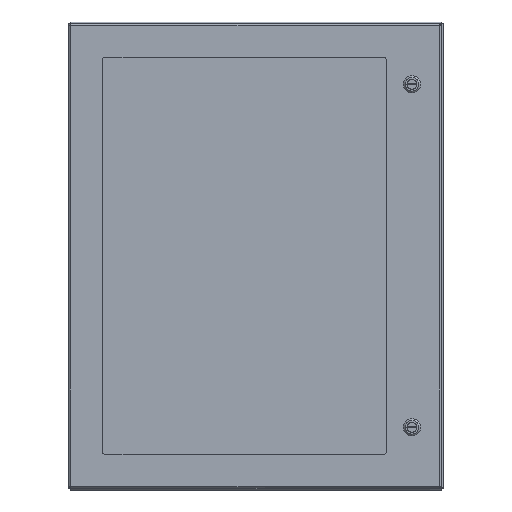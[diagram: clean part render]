
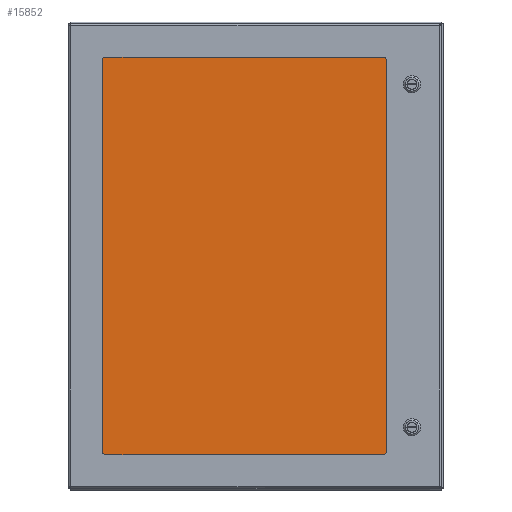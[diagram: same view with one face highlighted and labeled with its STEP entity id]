
A CAD part, top view. The second image highlights one B-rep face of the part: STEP entity #15852.
In plain terms, the highlighted planar face has unit normal (0, 0, 1).
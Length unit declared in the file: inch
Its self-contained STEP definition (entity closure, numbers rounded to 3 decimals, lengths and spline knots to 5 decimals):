
#978=PLANE('',#17104);
#2086=LINE('',#31926,#3238);
#2090=LINE('',#31934,#3242);
#2093=LINE('',#31940,#3245);
#2096=LINE('',#31945,#3248);
#3238=VECTOR('',#20151,26.5);
#3242=VECTOR('',#20157,19.25);
#3245=VECTOR('',#20162,26.5);
#3248=VECTOR('',#20167,19.25);
#4635=FACE_OUTER_BOUND('',#5815,.T.);
#5815=EDGE_LOOP('',(#12756,#12757,#12758,#12759));
#7626=VERTEX_POINT('',#31924);
#7627=VERTEX_POINT('',#31925);
#7630=VERTEX_POINT('',#31933);
#7632=VERTEX_POINT('',#31939);
#9426=EDGE_CURVE('',#7626,#7627,#2086,.T.);
#9430=EDGE_CURVE('',#7627,#7630,#2090,.T.);
#9433=EDGE_CURVE('',#7630,#7632,#2093,.T.);
#9436=EDGE_CURVE('',#7632,#7626,#2096,.T.);
#12756=ORIENTED_EDGE('',*,*,#9426,.F.);
#12757=ORIENTED_EDGE('',*,*,#9436,.F.);
#12758=ORIENTED_EDGE('',*,*,#9433,.F.);
#12759=ORIENTED_EDGE('',*,*,#9430,.F.);
#15852=ADVANCED_FACE('',(#4635),#978,.T.);
#17104=AXIS2_PLACEMENT_3D('',#31948,#20171,#20172);
#20151=DIRECTION('',(0.,1.,0.));
#20157=DIRECTION('',(1.,0.,0.));
#20162=DIRECTION('',(0.,-1.,0.));
#20167=DIRECTION('',(-1.,0.,0.));
#20171=DIRECTION('center_axis',(0.,0.,1.));
#20172=DIRECTION('ref_axis',(1.,0.,0.));
#31924=CARTESIAN_POINT('',(0.,0.,0.25));
#31925=CARTESIAN_POINT('',(0.,26.5,0.25));
#31926=CARTESIAN_POINT('',(0.,26.5,0.25));
#31933=CARTESIAN_POINT('',(19.25,26.5,0.25));
#31934=CARTESIAN_POINT('',(19.25,26.5,0.25));
#31939=CARTESIAN_POINT('',(19.25,0.,0.25));
#31940=CARTESIAN_POINT('',(19.25,0.,0.25));
#31945=CARTESIAN_POINT('',(0.,0.,0.25));
#31948=CARTESIAN_POINT('Origin',(9.625,13.25,0.25));
